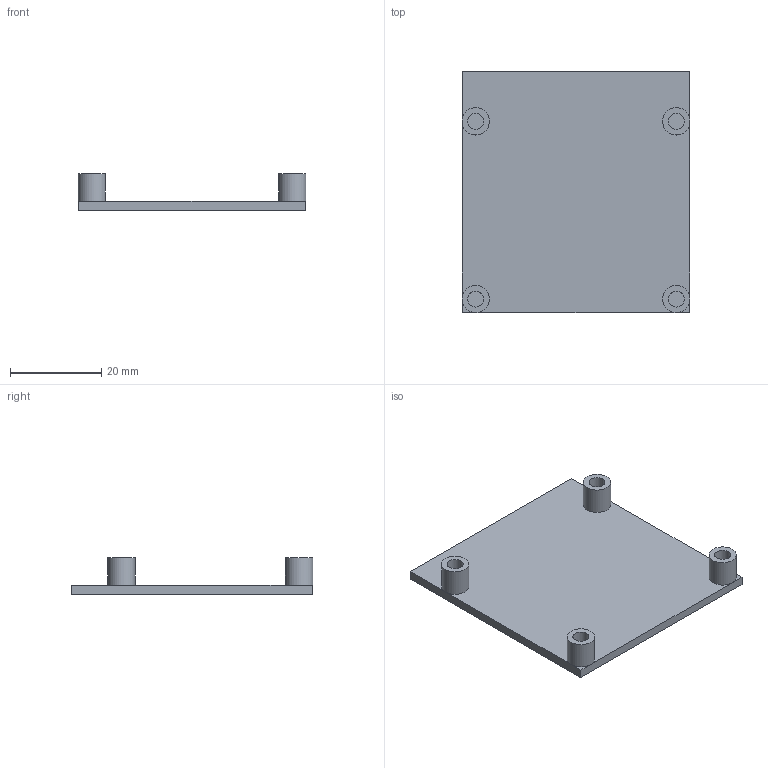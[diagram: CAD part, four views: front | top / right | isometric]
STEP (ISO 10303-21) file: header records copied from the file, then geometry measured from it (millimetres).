
FILE_DESCRIPTION(/* description */ (''),/* implementation_level */ '2;1');
FILE_NAME(/* name */ '1b18b0a2-5d84-4152-9c7d-19f0b29c177c.stp',/* time_stamp */ '2020-06-07T17:07:47+00:00',/* author */ (''),/* organization */ (''),/* preprocessor_version */ 'ST-DEVELOPER v18.1',/* originating_system */ 'Autodesk Translation Framework v9.3.0.1241',/* authorisation */ '');
FILE_SCHEMA (('AUTOMOTIVE_DESIGN { 1 0 10303 214 3 1 1 }'));
Length unit declared in the file: millimetre
Products named in the file (1): BTT24V_UPS_Module
Bounding box: 50 x 53 x 8 mm (x, y, z)
Volume: 5747.7 mm3; surface area: 6428.3 mm2
Topology: 1 solids, 1 shells, 24 faces, 46 edges, 28 vertices
Faces by surface type: plane 16, cylinder 8
Full cylindrical faces by diameter (mm): 3.5 x4, 6 x4
Entity records: 639 total; most frequent: DIRECTION 116, CARTESIAN_POINT 99, ORIENTED_EDGE 92, EDGE_CURVE 46, AXIS2_PLACEMENT_3D 45, EDGE_LOOP 28, VERTEX_POINT 28, LINE 26
